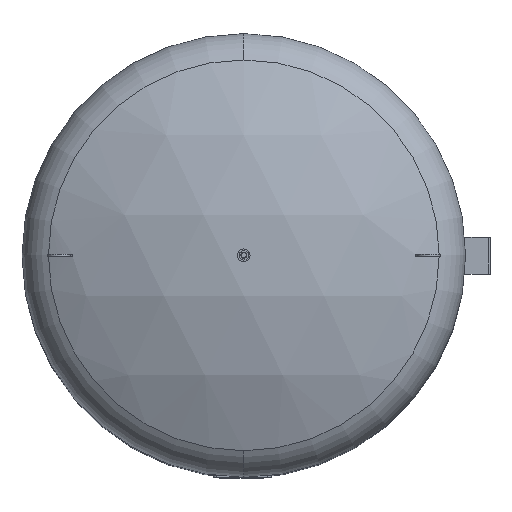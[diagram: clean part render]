
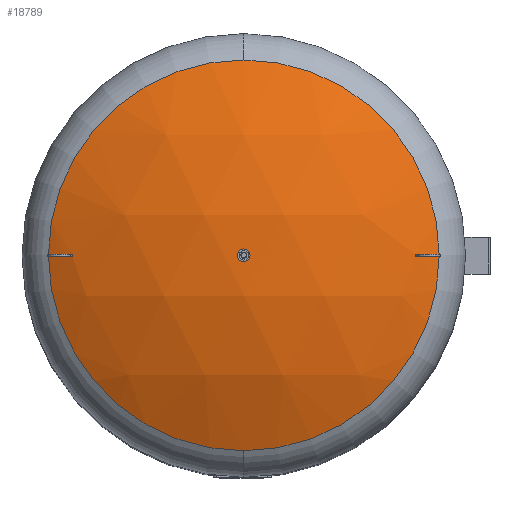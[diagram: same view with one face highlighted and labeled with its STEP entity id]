
A CAD part, top view. The second image highlights one B-rep face of the part: STEP entity #18789.
In plain terms, the highlighted spherical face has radius 1207 mm.
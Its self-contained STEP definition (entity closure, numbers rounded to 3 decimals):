
#18221=CARTESIAN_POINT('',(0.,-528.621,2297.085));
#18222=VERTEX_POINT('',#18221);
#18238=CARTESIAN_POINT('',(0.,528.621,2297.085));
#18239=VERTEX_POINT('',#18238);
#18247=CARTESIAN_POINT('',(528.621,0.,2297.085));
#18248=VERTEX_POINT('',#18247);
#18249=CARTESIAN_POINT('',(0.,0.,2297.085));
#18250=DIRECTION('',(0.0,0.0,-1.0));
#18251=DIRECTION('',(1.0,0.0,0.0));
#18252=AXIS2_PLACEMENT_3D('',#18249,#18250,#18251);
#18253=CIRCLE('',#18252,528.621);
#18254=EDGE_CURVE('',#18239,#18248,#18253,.T.);
#18256=CARTESIAN_POINT('',(0.,0.,2297.085));
#18257=DIRECTION('',(0.0,0.0,-1.0));
#18258=DIRECTION('',(1.0,0.0,0.0));
#18259=AXIS2_PLACEMENT_3D('',#18256,#18257,#18258);
#18260=CIRCLE('',#18259,528.621);
#18261=EDGE_CURVE('',#18248,#18222,#18260,.T.);
#18376=CARTESIAN_POINT('',(-463.452,-3.,2326.474));
#18377=VERTEX_POINT('',#18376);
#18378=CARTESIAN_POINT('',(-521.619,-3.,2300.464));
#18379=VERTEX_POINT('',#18378);
#18380=CARTESIAN_POINT('',(0.,-3.,1212.0));
#18381=DIRECTION('',(0.0,-1.0,0.0));
#18382=DIRECTION('',(0.0,0.0,1.0));
#18383=AXIS2_PLACEMENT_3D('',#18380,#18381,#18382);
#18384=CIRCLE('',#18383,1206.996);
#18385=EDGE_CURVE('',#18377,#18379,#18384,.T.);
#18428=CARTESIAN_POINT('',(-463.452,3.,2326.474));
#18429=VERTEX_POINT('',#18428);
#18430=CARTESIAN_POINT('',(-143.674,0.,1172.197));
#18431=DIRECTION('',(0.964,0.,0.267));
#18432=DIRECTION('',(-0.267,0.0,0.964));
#18433=AXIS2_PLACEMENT_3D('',#18430,#18431,#18432);
#18434=CIRCLE('',#18433,1197.757);
#18435=EDGE_CURVE('',#18429,#18377,#18434,.T.);
#18478=CARTESIAN_POINT('',(-521.619,3.,2300.464));
#18479=VERTEX_POINT('',#18478);
#18480=CARTESIAN_POINT('',(-204.387,0.,1155.377));
#18481=DIRECTION('',(-0.964,0.,-0.267));
#18482=DIRECTION('',(0.267,0.0,-0.964));
#18483=AXIS2_PLACEMENT_3D('',#18480,#18481,#18482);
#18484=CIRCLE('',#18483,1188.221);
#18485=EDGE_CURVE('',#18379,#18479,#18484,.T.);
#18510=CARTESIAN_POINT('',(0.,3.,1212.0));
#18511=DIRECTION('',(0.0,1.0,0.0));
#18512=DIRECTION('',(0.0,0.0,-1.0));
#18513=AXIS2_PLACEMENT_3D('',#18510,#18511,#18512);
#18514=CIRCLE('',#18513,1206.996);
#18515=EDGE_CURVE('',#18479,#18429,#18514,.T.);
#18550=CARTESIAN_POINT('',(463.452,3.,2326.474));
#18551=VERTEX_POINT('',#18550);
#18552=CARTESIAN_POINT('',(521.619,3.,2300.464));
#18553=VERTEX_POINT('',#18552);
#18554=CARTESIAN_POINT('',(0.,3.,1212.0));
#18555=DIRECTION('',(0.0,1.0,0.0));
#18556=DIRECTION('',(0.0,0.0,-1.0));
#18557=AXIS2_PLACEMENT_3D('',#18554,#18555,#18556);
#18558=CIRCLE('',#18557,1206.996);
#18559=EDGE_CURVE('',#18551,#18553,#18558,.T.);
#18602=CARTESIAN_POINT('',(463.452,-3.,2326.474));
#18603=VERTEX_POINT('',#18602);
#18604=CARTESIAN_POINT('',(143.674,0.,1172.197));
#18605=DIRECTION('',(-0.964,0.,0.267));
#18606=DIRECTION('',(-0.267,0.0,-0.964));
#18607=AXIS2_PLACEMENT_3D('',#18604,#18605,#18606);
#18608=CIRCLE('',#18607,1197.757);
#18609=EDGE_CURVE('',#18603,#18551,#18608,.T.);
#18673=CARTESIAN_POINT('',(521.619,-3.,2300.464));
#18674=VERTEX_POINT('',#18673);
#18675=CARTESIAN_POINT('',(204.387,0.,1155.377));
#18676=DIRECTION('',(0.964,0.,-0.267));
#18677=DIRECTION('',(0.267,0.0,0.964));
#18678=AXIS2_PLACEMENT_3D('',#18675,#18676,#18677);
#18679=CIRCLE('',#18678,1188.221);
#18680=EDGE_CURVE('',#18553,#18674,#18679,.T.);
#18744=CARTESIAN_POINT('',(0.,-3.,1212.0));
#18745=DIRECTION('',(0.0,-1.0,0.0));
#18746=DIRECTION('',(0.0,0.0,1.0));
#18747=AXIS2_PLACEMENT_3D('',#18744,#18745,#18746);
#18748=CIRCLE('',#18747,1206.996);
#18749=EDGE_CURVE('',#18674,#18603,#18748,.T.);
#18761=CARTESIAN_POINT('',(0.,0.,1212.0));
#18762=DIRECTION('',(0.0,-1.0,0.0));
#18763=DIRECTION('',(-1.0,0.0,0.0));
#18764=AXIS2_PLACEMENT_3D('',#18761,#18762,#18763);
#18765=SPHERICAL_SURFACE('',#18764,1207.);
#18766=ORIENTED_EDGE('',*,*,#18435,.T.);
#18767=ORIENTED_EDGE('',*,*,#18385,.T.);
#18768=ORIENTED_EDGE('',*,*,#18485,.T.);
#18769=ORIENTED_EDGE('',*,*,#18515,.T.);
#18770=EDGE_LOOP('',(#18766,#18767,#18768,#18769));
#18771=FACE_OUTER_BOUND('',#18770,.T.);
#18772=ORIENTED_EDGE('',*,*,#18609,.T.);
#18773=ORIENTED_EDGE('',*,*,#18559,.T.);
#18774=ORIENTED_EDGE('',*,*,#18680,.T.);
#18775=ORIENTED_EDGE('',*,*,#18749,.T.);
#18776=EDGE_LOOP('',(#18772,#18773,#18774,#18775));
#18777=FACE_BOUND('',#18776,.T.);
#18778=ORIENTED_EDGE('',*,*,#18261,.F.);
#18779=ORIENTED_EDGE('',*,*,#18254,.F.);
#18780=CARTESIAN_POINT('',(0.,0.,2297.085));
#18781=DIRECTION('',(0.0,0.0,-1.0));
#18782=DIRECTION('',(1.0,0.0,0.0));
#18783=AXIS2_PLACEMENT_3D('',#18780,#18781,#18782);
#18784=CIRCLE('',#18783,528.621);
#18785=EDGE_CURVE('',#18222,#18239,#18784,.T.);
#18786=ORIENTED_EDGE('',*,*,#18785,.F.);
#18787=EDGE_LOOP('',(#18778,#18779,#18786));
#18788=FACE_BOUND('',#18787,.T.);
#18789=ADVANCED_FACE('',(#18771,#18777,#18788),#18765,.T.);
